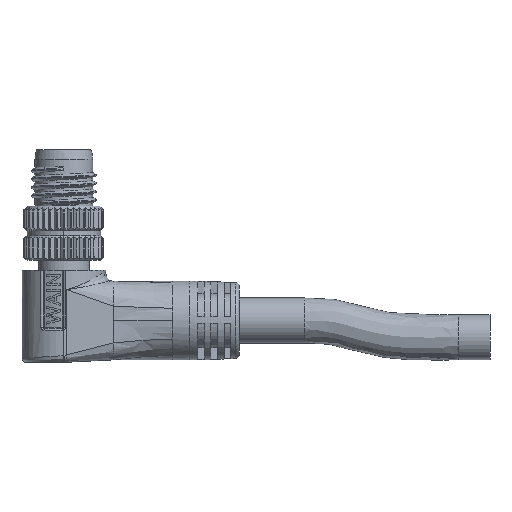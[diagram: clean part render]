
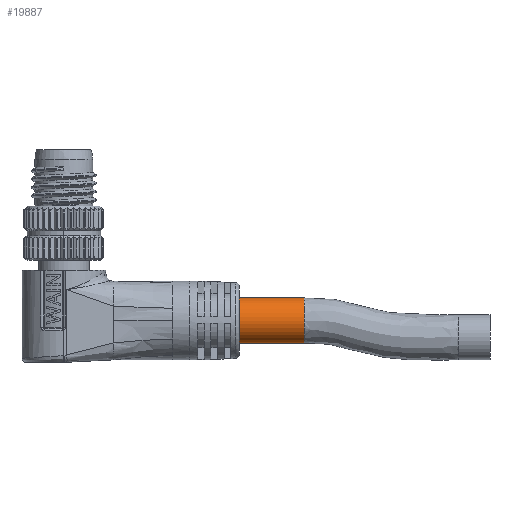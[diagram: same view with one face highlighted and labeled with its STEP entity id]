
A CAD part, top view. The second image highlights one B-rep face of the part: STEP entity #19887.
In plain terms, the highlighted cylindrical face has radius 2.7 mm (diameter 5.4 mm), a partial arc.
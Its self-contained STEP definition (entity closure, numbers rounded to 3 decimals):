
#8322=CARTESIAN_POINT('',(21.,-0.45,0.));
#8323=DIRECTION('',(1.,0.,0.));
#8324=DIRECTION('',(0.,1.,0.));
#8325=AXIS2_PLACEMENT_3D('',#8322,#8323,#8324);
#8332=DIRECTION('',(1.,0.,0.));
#8333=VECTOR('',#8332,7.778);
#8334=CARTESIAN_POINT('',(21.,2.25,0.));
#8335=LINE('',#8334,#8333);
#8336=DIRECTION('',(1.,0.,0.));
#8337=VECTOR('',#8336,7.778);
#8338=CARTESIAN_POINT('',(21.,-3.15,0.));
#8339=LINE('',#8338,#8337);
#8389=CARTESIAN_POINT('',(28.778,-0.45,0.));
#8390=DIRECTION('',(1.,0.,0.));
#8391=DIRECTION('',(0.,1.,0.));
#8392=AXIS2_PLACEMENT_3D('',#8389,#8390,#8391);
#10451=CARTESIAN_POINT('',(28.778,2.25,0.));
#10452=CARTESIAN_POINT('',(28.778,-3.15,0.));
#10453=VERTEX_POINT('',#10451);
#10454=VERTEX_POINT('',#10452);
#10461=CARTESIAN_POINT('',(21.,2.25,0.));
#10462=CARTESIAN_POINT('',(21.,-3.15,0.));
#10463=VERTEX_POINT('',#10461);
#10464=VERTEX_POINT('',#10462);
#19873=CARTESIAN_POINT('',(21.,-0.45,0.));
#19874=DIRECTION('',(1.,0.,0.));
#19875=DIRECTION('',(0.,1.,0.));
#19876=AXIS2_PLACEMENT_3D('',#19873,#19874,#19875);
#19877=CYLINDRICAL_SURFACE('',#19876,2.7);
#19878=ORIENTED_EDGE('',*,*,#19866,.F.);
#19880=ORIENTED_EDGE('',*,*,#19879,.T.);
#19882=ORIENTED_EDGE('',*,*,#19881,.T.);
#19884=ORIENTED_EDGE('',*,*,#19883,.F.);
#19885=EDGE_LOOP('',(#19878,#19880,#19882,#19884));
#19886=FACE_OUTER_BOUND('',#19885,.F.);
#19887=ADVANCED_FACE('',(#19886),#19877,.T.);
#8326=CIRCLE('',#8325,2.7);
#8393=CIRCLE('',#8392,2.7);
#19866=EDGE_CURVE('',#10463,#10464,#8326,.T.);
#19879=EDGE_CURVE('',#10463,#10453,#8335,.T.);
#19881=EDGE_CURVE('',#10453,#10454,#8393,.T.);
#19883=EDGE_CURVE('',#10464,#10454,#8339,.T.);
